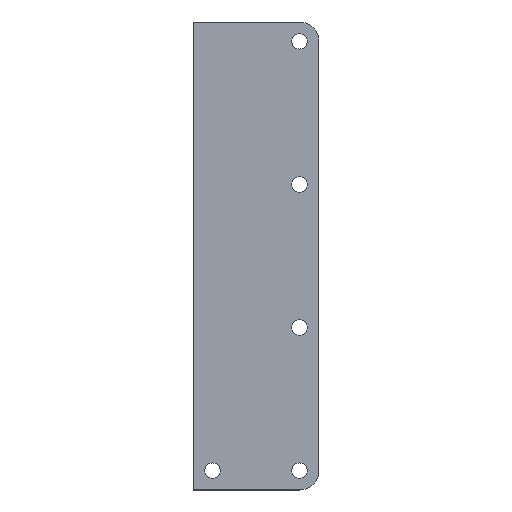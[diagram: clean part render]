
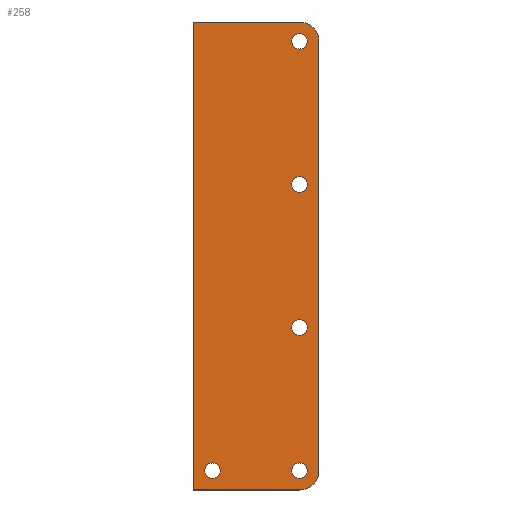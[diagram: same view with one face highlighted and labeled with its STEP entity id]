
A CAD part, top view. The second image highlights one B-rep face of the part: STEP entity #258.
In plain terms, the highlighted planar face has unit normal (0, 0, 1).
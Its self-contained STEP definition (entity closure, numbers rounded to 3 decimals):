
#15=FACE_BOUND('',#56,.T.);
#16=FACE_BOUND('',#57,.T.);
#17=FACE_BOUND('',#58,.T.);
#18=FACE_BOUND('',#59,.T.);
#19=FACE_BOUND('',#60,.T.);
#29=PLANE('',#299);
#42=FACE_OUTER_BOUND('',#55,.T.);
#55=EDGE_LOOP('',(#218,#219,#220,#221,#222,#223));
#56=EDGE_LOOP('',(#224));
#57=EDGE_LOOP('',(#225));
#58=EDGE_LOOP('',(#226));
#59=EDGE_LOOP('',(#227));
#60=EDGE_LOOP('',(#228));
#74=LINE('',#414,#93);
#77=LINE('',#420,#96);
#80=LINE('',#426,#99);
#84=LINE('',#438,#103);
#93=VECTOR('',#342,10.);
#96=VECTOR('',#347,10.);
#99=VECTOR('',#352,10.);
#103=VECTOR('',#364,10.);
#105=CIRCLE('',#275,1.6);
#107=CIRCLE('',#278,1.6);
#109=CIRCLE('',#281,1.6);
#111=CIRCLE('',#284,1.6);
#113=CIRCLE('',#287,1.6);
#116=CIRCLE('',#294,4.);
#118=CIRCLE('',#298,4.);
#119=VERTEX_POINT('',#378);
#121=VERTEX_POINT('',#384);
#123=VERTEX_POINT('',#390);
#125=VERTEX_POINT('',#396);
#127=VERTEX_POINT('',#402);
#131=VERTEX_POINT('',#411);
#132=VERTEX_POINT('',#413);
#134=VERTEX_POINT('',#419);
#136=VERTEX_POINT('',#425);
#138=VERTEX_POINT('',#431);
#140=VERTEX_POINT('',#437);
#141=EDGE_CURVE('',#119,#119,#105,.T.);
#144=EDGE_CURVE('',#121,#121,#107,.T.);
#147=EDGE_CURVE('',#123,#123,#109,.T.);
#150=EDGE_CURVE('',#125,#125,#111,.T.);
#153=EDGE_CURVE('',#127,#127,#113,.T.);
#158=EDGE_CURVE('',#132,#131,#74,.T.);
#161=EDGE_CURVE('',#134,#132,#77,.T.);
#164=EDGE_CURVE('',#136,#134,#80,.T.);
#167=EDGE_CURVE('',#138,#136,#116,.T.);
#170=EDGE_CURVE('',#140,#138,#84,.T.);
#173=EDGE_CURVE('',#131,#140,#118,.T.);
#218=ORIENTED_EDGE('',*,*,#173,.T.);
#219=ORIENTED_EDGE('',*,*,#170,.T.);
#220=ORIENTED_EDGE('',*,*,#167,.T.);
#221=ORIENTED_EDGE('',*,*,#164,.T.);
#222=ORIENTED_EDGE('',*,*,#161,.T.);
#223=ORIENTED_EDGE('',*,*,#158,.T.);
#224=ORIENTED_EDGE('',*,*,#153,.T.);
#225=ORIENTED_EDGE('',*,*,#150,.T.);
#226=ORIENTED_EDGE('',*,*,#147,.T.);
#227=ORIENTED_EDGE('',*,*,#144,.T.);
#228=ORIENTED_EDGE('',*,*,#141,.T.);
#258=ADVANCED_FACE('',(#42,#15,#16,#17,#18,#19),#29,.T.);
#275=AXIS2_PLACEMENT_3D('',#379,#305,#306);
#278=AXIS2_PLACEMENT_3D('',#385,#312,#313);
#281=AXIS2_PLACEMENT_3D('',#391,#319,#320);
#284=AXIS2_PLACEMENT_3D('',#397,#326,#327);
#287=AXIS2_PLACEMENT_3D('',#403,#333,#334);
#294=AXIS2_PLACEMENT_3D('',#432,#358,#359);
#298=AXIS2_PLACEMENT_3D('',#442,#370,#371);
#299=AXIS2_PLACEMENT_3D('',#443,#372,#373);
#305=DIRECTION('center_axis',(0.,0.,-1.));
#306=DIRECTION('ref_axis',(1.,0.,0.));
#312=DIRECTION('center_axis',(0.,0.,-1.));
#313=DIRECTION('ref_axis',(1.,0.,0.));
#319=DIRECTION('center_axis',(0.,0.,-1.));
#320=DIRECTION('ref_axis',(1.,0.,0.));
#326=DIRECTION('center_axis',(0.,0.,-1.));
#327=DIRECTION('ref_axis',(1.,0.,0.));
#333=DIRECTION('center_axis',(0.,0.,-1.));
#334=DIRECTION('ref_axis',(1.,0.,0.));
#342=DIRECTION('',(1.,0.,0.));
#347=DIRECTION('',(0.,-1.,0.));
#352=DIRECTION('',(-1.,0.,0.));
#358=DIRECTION('center_axis',(0.,0.,1.));
#359=DIRECTION('ref_axis',(1.,0.,0.));
#364=DIRECTION('',(0.,1.,0.));
#370=DIRECTION('center_axis',(0.,0.,1.));
#371=DIRECTION('ref_axis',(0.,-1.,0.));
#372=DIRECTION('center_axis',(0.,0.,1.));
#373=DIRECTION('ref_axis',(1.,0.,0.));
#378=CARTESIAN_POINT('',(155.4,-4.,1.5));
#379=CARTESIAN_POINT('Origin',(157.,-4.,1.5));
#384=CARTESIAN_POINT('',(173.4,84.75,1.5));
#385=CARTESIAN_POINT('Origin',(175.,84.75,1.5));
#390=CARTESIAN_POINT('',(173.4,25.583,1.5));
#391=CARTESIAN_POINT('Origin',(175.,25.583,1.5));
#396=CARTESIAN_POINT('',(173.4,-4.,1.5));
#397=CARTESIAN_POINT('Origin',(175.,-4.,1.5));
#402=CARTESIAN_POINT('',(173.4,55.167,1.5));
#403=CARTESIAN_POINT('Origin',(175.,55.167,1.5));
#411=CARTESIAN_POINT('',(175.,-8.,1.5));
#413=CARTESIAN_POINT('',(153.,-8.,1.5));
#414=CARTESIAN_POINT('',(175.,-8.,1.5));
#419=CARTESIAN_POINT('',(153.,88.75,1.5));
#420=CARTESIAN_POINT('',(153.,86.5,1.5));
#425=CARTESIAN_POINT('',(175.,88.75,1.5));
#426=CARTESIAN_POINT('',(153.,88.75,1.5));
#431=CARTESIAN_POINT('',(179.,84.75,1.5));
#432=CARTESIAN_POINT('Origin',(175.,84.75,1.5));
#437=CARTESIAN_POINT('',(179.,-4.,1.5));
#438=CARTESIAN_POINT('',(179.,84.75,1.5));
#442=CARTESIAN_POINT('Origin',(175.,-4.,1.5));
#443=CARTESIAN_POINT('Origin',(166.,40.375,1.5));
